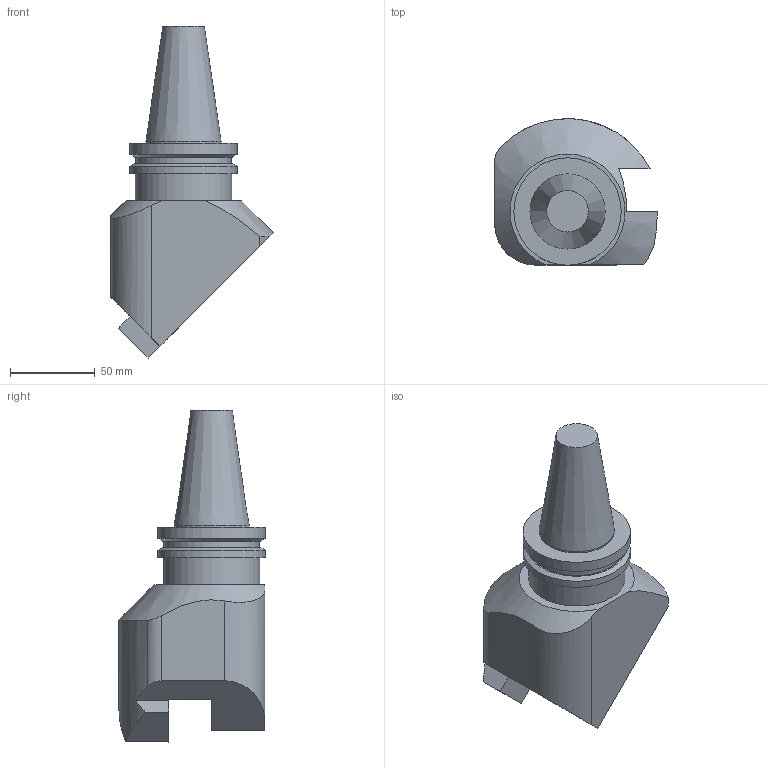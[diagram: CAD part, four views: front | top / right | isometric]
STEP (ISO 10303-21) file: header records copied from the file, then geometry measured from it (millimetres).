
FILE_DESCRIPTION((''),'1');
FILE_NAME('BCV40Y-45-BH1.000R-4.75.stp','2018-03-14T01:02:41',(''),(''),'Spatial Interop R21 SP3','Kubotek KeyCreator 2011 V10.0.2 (22737)',' ');
FILE_SCHEMA(('automotive_design'));
Length unit declared in the file: millimetre
Products named in the file (1): Unnamed[1]
Bounding box: 96 x 86.75 x 196.25 mm (x, y, z)
Volume: 508908.6 mm3; surface area: 49792.3 mm2
Topology: 1 solids, 1 shells, 29 faces, 63 edges, 41 vertices
Faces by surface type: plane 16, cylinder 9, cone 4
Full cylindrical faces by diameter (mm): 44.45 x1, 56.36 x1, 57 x1, 63.5 x2
Entity records: 1443 total; most frequent: CARTESIAN_POINT 182, DIRECTION 130, PRESENTATION_STYLE_ASSIGNMENT 115, COLOUR_RGB 115, ORIENTED_EDGE 110, STYLED_ITEM 85, CURVE_STYLE 85, DRAUGHTING_PRE_DEFINED_CURVE_FONT 85
